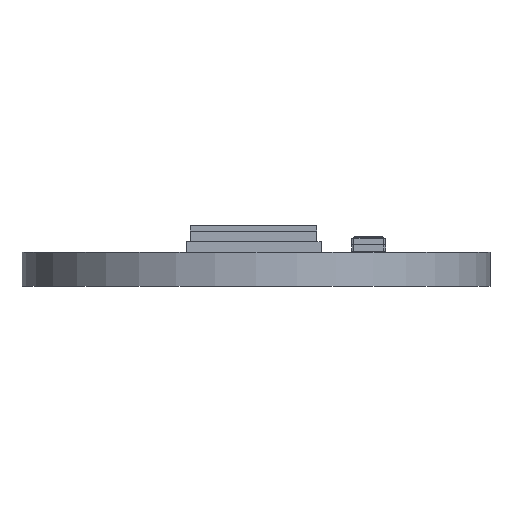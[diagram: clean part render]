
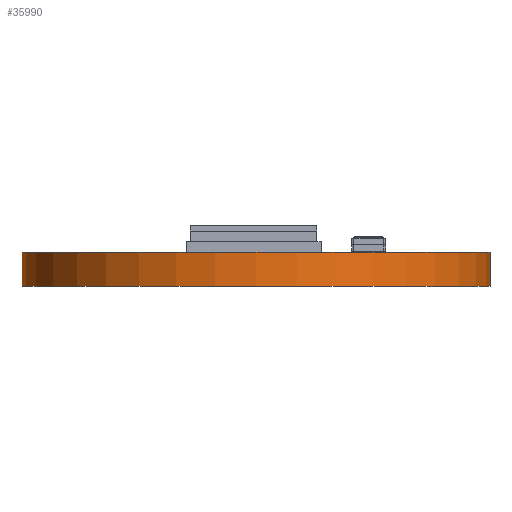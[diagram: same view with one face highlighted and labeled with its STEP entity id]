
A CAD part, front view. The second image highlights one B-rep face of the part: STEP entity #35990.
In plain terms, the highlighted cylindrical face has radius 11 mm (diameter 22 mm), a full revolution.
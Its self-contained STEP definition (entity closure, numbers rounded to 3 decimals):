
#35990 = ADVANCED_FACE('',(#35991),#36005,.T.);
#35991 = FACE_BOUND('',#35992,.F.);
#35992 = EDGE_LOOP('',(#35993,#36023,#36050,#36051));
#35993 = ORIENTED_EDGE('',*,*,#35994,.T.);
#35994 = EDGE_CURVE('',#35995,#35997,#35999,.T.);
#35995 = VERTEX_POINT('',#35996);
#35996 = CARTESIAN_POINT('',(201.7,-41.3,0.));
#35997 = VERTEX_POINT('',#35998);
#35998 = CARTESIAN_POINT('',(201.7,-41.3,1.6));
#35999 = SEAM_CURVE('',#36000,(#36004,#36016),.PCURVE_S1.);
#36000 = LINE('',#36001,#36002);
#36001 = CARTESIAN_POINT('',(201.7,-41.3,0.));
#36002 = VECTOR('',#36003,1.);
#36003 = DIRECTION('',(0.,0.,1.));
#36004 = PCURVE('',#36005,#36010);
#36005 = CYLINDRICAL_SURFACE('',#36006,11.);
#36006 = AXIS2_PLACEMENT_3D('',#36007,#36008,#36009);
#36007 = CARTESIAN_POINT('',(190.7,-41.3,0.));
#36008 = DIRECTION('',(-0.,-0.,-1.));
#36009 = DIRECTION('',(1.,0.,-0.));
#36010 = DEFINITIONAL_REPRESENTATION('',(#36011),#36015);
#36011 = LINE('',#36012,#36013);
#36012 = CARTESIAN_POINT('',(-0.,0.));
#36013 = VECTOR('',#36014,1.);
#36014 = DIRECTION('',(-0.,-1.));
#36015 = ( GEOMETRIC_REPRESENTATION_CONTEXT(2) 
PARAMETRIC_REPRESENTATION_CONTEXT() REPRESENTATION_CONTEXT('2D SPACE',''
  ) );
#36016 = PCURVE('',#36005,#36017);
#36017 = DEFINITIONAL_REPRESENTATION('',(#36018),#36022);
#36018 = LINE('',#36019,#36020);
#36019 = CARTESIAN_POINT('',(-6.283,0.));
#36020 = VECTOR('',#36021,1.);
#36021 = DIRECTION('',(-0.,-1.));
#36022 = ( GEOMETRIC_REPRESENTATION_CONTEXT(2) 
PARAMETRIC_REPRESENTATION_CONTEXT() REPRESENTATION_CONTEXT('2D SPACE',''
  ) );
#36023 = ORIENTED_EDGE('',*,*,#36024,.T.);
#36024 = EDGE_CURVE('',#35997,#35997,#36025,.T.);
#36025 = SURFACE_CURVE('',#36026,(#36031,#36038),.PCURVE_S1.);
#36026 = CIRCLE('',#36027,11.);
#36027 = AXIS2_PLACEMENT_3D('',#36028,#36029,#36030);
#36028 = CARTESIAN_POINT('',(190.7,-41.3,1.6));
#36029 = DIRECTION('',(0.,0.,1.));
#36030 = DIRECTION('',(1.,0.,-0.));
#36031 = PCURVE('',#36005,#36032);
#36032 = DEFINITIONAL_REPRESENTATION('',(#36033),#36037);
#36033 = LINE('',#36034,#36035);
#36034 = CARTESIAN_POINT('',(-0.,-1.6));
#36035 = VECTOR('',#36036,1.);
#36036 = DIRECTION('',(-1.,0.));
#36037 = ( GEOMETRIC_REPRESENTATION_CONTEXT(2) 
PARAMETRIC_REPRESENTATION_CONTEXT() REPRESENTATION_CONTEXT('2D SPACE',''
  ) );
#36038 = PCURVE('',#36039,#36044);
#36039 = PLANE('',#36040);
#36040 = AXIS2_PLACEMENT_3D('',#36041,#36042,#36043);
#36041 = CARTESIAN_POINT('',(190.7,-41.3,1.6));
#36042 = DIRECTION('',(0.,0.,1.));
#36043 = DIRECTION('',(1.,0.,-0.));
#36044 = DEFINITIONAL_REPRESENTATION('',(#36045),#36049);
#36045 = CIRCLE('',#36046,11.);
#36046 = AXIS2_PLACEMENT_2D('',#36047,#36048);
#36047 = CARTESIAN_POINT('',(0.,0.));
#36048 = DIRECTION('',(1.,0.));
#36049 = ( GEOMETRIC_REPRESENTATION_CONTEXT(2) 
PARAMETRIC_REPRESENTATION_CONTEXT() REPRESENTATION_CONTEXT('2D SPACE',''
  ) );
#36050 = ORIENTED_EDGE('',*,*,#35994,.F.);
#36051 = ORIENTED_EDGE('',*,*,#36052,.F.);
#36052 = EDGE_CURVE('',#35995,#35995,#36053,.T.);
#36053 = SURFACE_CURVE('',#36054,(#36059,#36066),.PCURVE_S1.);
#36054 = CIRCLE('',#36055,11.);
#36055 = AXIS2_PLACEMENT_3D('',#36056,#36057,#36058);
#36056 = CARTESIAN_POINT('',(190.7,-41.3,0.));
#36057 = DIRECTION('',(0.,0.,1.));
#36058 = DIRECTION('',(1.,0.,-0.));
#36059 = PCURVE('',#36005,#36060);
#36060 = DEFINITIONAL_REPRESENTATION('',(#36061),#36065);
#36061 = LINE('',#36062,#36063);
#36062 = CARTESIAN_POINT('',(-0.,0.));
#36063 = VECTOR('',#36064,1.);
#36064 = DIRECTION('',(-1.,0.));
#36065 = ( GEOMETRIC_REPRESENTATION_CONTEXT(2) 
PARAMETRIC_REPRESENTATION_CONTEXT() REPRESENTATION_CONTEXT('2D SPACE',''
  ) );
#36066 = PCURVE('',#36067,#36072);
#36067 = PLANE('',#36068);
#36068 = AXIS2_PLACEMENT_3D('',#36069,#36070,#36071);
#36069 = CARTESIAN_POINT('',(190.7,-41.3,0.));
#36070 = DIRECTION('',(0.,0.,1.));
#36071 = DIRECTION('',(1.,0.,-0.));
#36072 = DEFINITIONAL_REPRESENTATION('',(#36073),#36077);
#36073 = CIRCLE('',#36074,11.);
#36074 = AXIS2_PLACEMENT_2D('',#36075,#36076);
#36075 = CARTESIAN_POINT('',(0.,0.));
#36076 = DIRECTION('',(1.,0.));
#36077 = ( GEOMETRIC_REPRESENTATION_CONTEXT(2) 
PARAMETRIC_REPRESENTATION_CONTEXT() REPRESENTATION_CONTEXT('2D SPACE',''
  ) );
